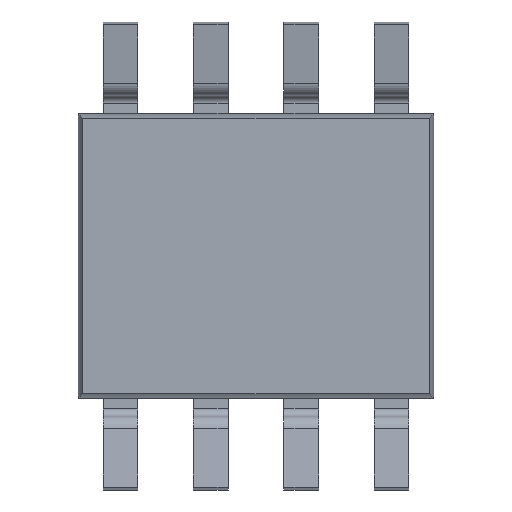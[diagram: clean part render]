
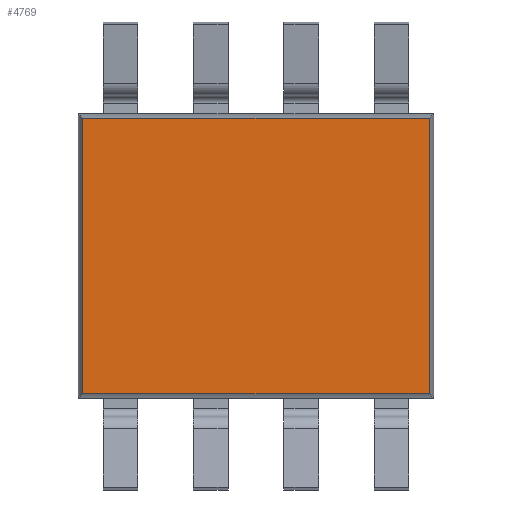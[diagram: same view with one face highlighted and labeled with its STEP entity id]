
A CAD part, front view. The second image highlights one B-rep face of the part: STEP entity #4769.
In plain terms, the highlighted planar face has unit normal (0, -1, 0).
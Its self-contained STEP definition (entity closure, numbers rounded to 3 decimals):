
#1073 = CARTESIAN_POINT ( 'NONE',  ( 0., 0., 0. ) ) ;
#1444 = LINE ( 'NONE', #4979, #2090 ) ;
#1621 = DIRECTION ( 'NONE',  ( 0., 0., 1. ) ) ;
#1862 = CARTESIAN_POINT ( 'NONE',  ( -2.436, 0., 1.936 ) ) ;
#1982 = EDGE_CURVE ( 'NONE', #7893, #2197, #5798, .T. ) ;
#2090 = VECTOR ( 'NONE', #8526, 1000. ) ;
#2137 = CARTESIAN_POINT ( 'NONE',  ( 2.436, 0., -1.936 ) ) ;
#2197 = VERTEX_POINT ( 'NONE', #2294 ) ;
#2294 = CARTESIAN_POINT ( 'NONE',  ( -2.436, 0., -1.936 ) ) ;
#2486 = PLANE ( 'NONE',  #2508 ) ;
#2508 = AXIS2_PLACEMENT_3D ( 'NONE', #1073, #7228, #1621 ) ;
#2510 = CARTESIAN_POINT ( 'NONE',  ( 58.95, 0., 1.936 ) ) ;
#2558 = DIRECTION ( 'NONE',  ( -1., 0., 0. ) ) ;
#2738 = DIRECTION ( 'NONE',  ( 1., 0., 0. ) ) ;
#3228 = FACE_OUTER_BOUND ( 'NONE', #6403, .T. ) ;
#3274 = VERTEX_POINT ( 'NONE', #4384 ) ;
#3294 = LINE ( 'NONE', #2510, #5434 ) ;
#3679 = ORIENTED_EDGE ( 'NONE', *, *, #7646, .T. ) ;
#3681 = DIRECTION ( 'NONE',  ( 0., 0., -1. ) ) ;
#4036 = EDGE_CURVE ( 'NONE', #3274, #7893, #3294, .T. ) ;
#4067 = CARTESIAN_POINT ( 'NONE',  ( 58.95, 0., -1.936 ) ) ;
#4369 = CARTESIAN_POINT ( 'NONE',  ( -2.436, 0., 59.45 ) ) ;
#4384 = CARTESIAN_POINT ( 'NONE',  ( 2.436, 0., 1.936 ) ) ;
#4769 = ADVANCED_FACE ( 'NONE', ( #3228 ), #2486, .F. ) ;
#4979 = CARTESIAN_POINT ( 'NONE',  ( 2.436, 0., 59.45 ) ) ;
#5434 = VECTOR ( 'NONE', #2558, 1000. ) ;
#5585 = ORIENTED_EDGE ( 'NONE', *, *, #1982, .T. ) ;
#5796 = ORIENTED_EDGE ( 'NONE', *, *, #4036, .T. ) ;
#5798 = LINE ( 'NONE', #4369, #8535 ) ;
#5866 = EDGE_CURVE ( 'NONE', #3274, #7571, #1444, .T. ) ;
#5892 = ORIENTED_EDGE ( 'NONE', *, *, #5866, .F. ) ;
#5952 = VECTOR ( 'NONE', #2738, 1000. ) ;
#6403 = EDGE_LOOP ( 'NONE', ( #5892, #5796, #5585, #3679 ) ) ;
#7228 = DIRECTION ( 'NONE',  ( 0., 1., 0. ) ) ;
#7571 = VERTEX_POINT ( 'NONE', #2137 ) ;
#7646 = EDGE_CURVE ( 'NONE', #2197, #7571, #7710, .T. ) ;
#7710 = LINE ( 'NONE', #4067, #5952 ) ;
#7893 = VERTEX_POINT ( 'NONE', #1862 ) ;
#8526 = DIRECTION ( 'NONE',  ( 0., 0., -1. ) ) ;
#8535 = VECTOR ( 'NONE', #3681, 1000. ) ;
